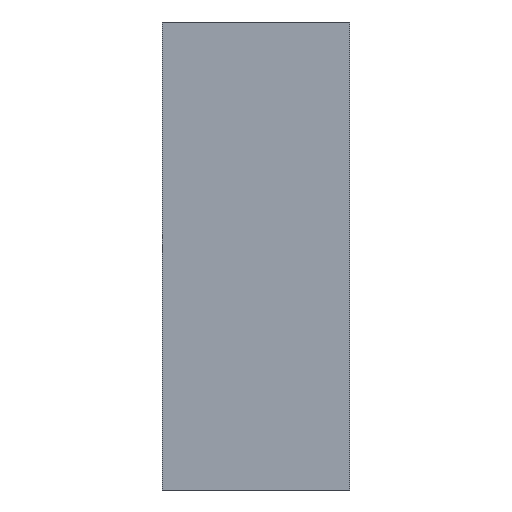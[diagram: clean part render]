
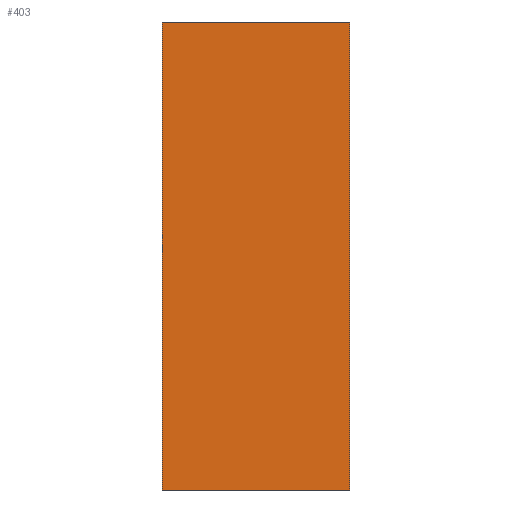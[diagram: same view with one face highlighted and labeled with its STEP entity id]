
A CAD part, left-side view. The second image highlights one B-rep face of the part: STEP entity #403.
In plain terms, the highlighted planar face has unit normal (-1, 0, 0).
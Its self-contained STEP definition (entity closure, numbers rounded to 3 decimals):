
#80 = CARTESIAN_POINT ( 'NONE',  ( 0., 140., 0. ) ) ;
#88 = VECTOR ( 'NONE', #497, 1000. ) ;
#121 = LINE ( 'NONE', #80, #723 ) ;
#205 = LINE ( 'NONE', #286, #1064 ) ;
#244 = ORIENTED_EDGE ( 'NONE', *, *, #633, .F. ) ;
#276 = EDGE_LOOP ( 'NONE', ( #782, #244, #836, #774 ) ) ;
#281 = DIRECTION ( 'NONE',  ( 0., -1., 0. ) ) ;
#286 = CARTESIAN_POINT ( 'NONE',  ( 0., 140., -350. ) ) ;
#293 = VERTEX_POINT ( 'NONE', #607 ) ;
#300 = CARTESIAN_POINT ( 'NONE',  ( 0., 0., 0. ) ) ;
#302 = DIRECTION ( 'NONE',  ( 0., -1., 0. ) ) ;
#382 = VERTEX_POINT ( 'NONE', #1018 ) ;
#403 = ADVANCED_FACE ( 'NONE', ( #945 ), #1082, .F. ) ;
#436 = CARTESIAN_POINT ( 'NONE',  ( 0., 140., 0. ) ) ;
#497 = DIRECTION ( 'NONE',  ( 0., 0., 1. ) ) ;
#541 = CARTESIAN_POINT ( 'NONE',  ( 0., 140., 0. ) ) ;
#607 = CARTESIAN_POINT ( 'NONE',  ( 0., 0., -350. ) ) ;
#633 = EDGE_CURVE ( 'NONE', #1113, #661, #121, .T. ) ;
#639 = CARTESIAN_POINT ( 'NONE',  ( 0., 0., 0. ) ) ;
#661 = VERTEX_POINT ( 'NONE', #300 ) ;
#663 = EDGE_CURVE ( 'NONE', #382, #293, #205, .T. ) ;
#697 = DIRECTION ( 'NONE',  ( 0., 0., 1. ) ) ;
#723 = VECTOR ( 'NONE', #302, 1000. ) ;
#739 = LINE ( 'NONE', #541, #88 ) ;
#774 = ORIENTED_EDGE ( 'NONE', *, *, #663, .T. ) ;
#780 = LINE ( 'NONE', #639, #807 ) ;
#782 = ORIENTED_EDGE ( 'NONE', *, *, #1000, .T. ) ;
#807 = VECTOR ( 'NONE', #697, 1000. ) ;
#836 = ORIENTED_EDGE ( 'NONE', *, *, #1067, .F. ) ;
#837 = DIRECTION ( 'NONE',  ( 0., 0., -1. ) ) ;
#906 = AXIS2_PLACEMENT_3D ( 'NONE', #1107, #1079, #837 ) ;
#945 = FACE_OUTER_BOUND ( 'NONE', #276, .T. ) ;
#1000 = EDGE_CURVE ( 'NONE', #293, #661, #780, .T. ) ;
#1018 = CARTESIAN_POINT ( 'NONE',  ( 0., 140., -350. ) ) ;
#1064 = VECTOR ( 'NONE', #281, 1000. ) ;
#1067 = EDGE_CURVE ( 'NONE', #382, #1113, #739, .T. ) ;
#1079 = DIRECTION ( 'NONE',  ( 1., 0., 0. ) ) ;
#1082 = PLANE ( 'NONE',  #906 ) ;
#1107 = CARTESIAN_POINT ( 'NONE',  ( 0., 140., 0. ) ) ;
#1113 = VERTEX_POINT ( 'NONE', #436 ) ;
